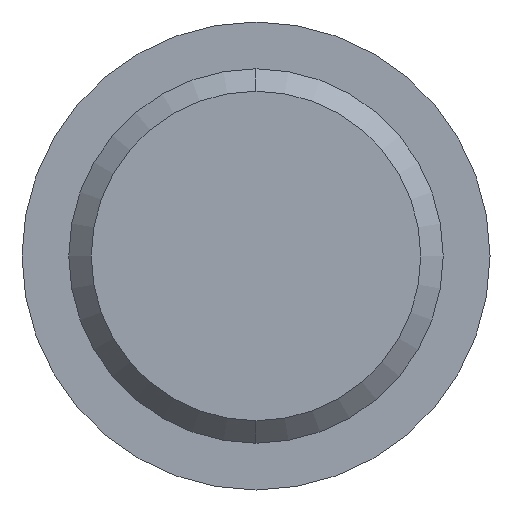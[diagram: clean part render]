
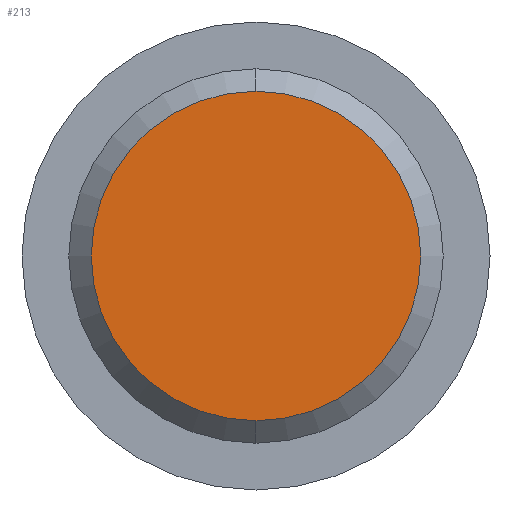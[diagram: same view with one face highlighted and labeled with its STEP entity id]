
A CAD part, left-side view. The second image highlights one B-rep face of the part: STEP entity #213.
In plain terms, the highlighted planar face has unit normal (-1, 0, 0).
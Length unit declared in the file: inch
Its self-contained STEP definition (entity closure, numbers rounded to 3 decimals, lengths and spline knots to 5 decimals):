
#24 = PLANE ( 'NONE',  #206 ) ;
#29 = CIRCLE ( 'NONE', #75, 0.22 ) ;
#52 = CARTESIAN_POINT ( 'NONE',  ( -2., 0., 0. ) ) ;
#56 = DIRECTION ( 'NONE',  ( -1., 0., 0. ) ) ;
#62 = DIRECTION ( 'NONE',  ( 0., 0., 1. ) ) ;
#75 = AXIS2_PLACEMENT_3D ( 'NONE', #52, #348, #259 ) ;
#76 = CARTESIAN_POINT ( 'NONE',  ( -2., 0., 0. ) ) ;
#104 = CARTESIAN_POINT ( 'NONE',  ( -2., 0., -0.22 ) ) ;
#131 = VERTEX_POINT ( 'NONE', #229 ) ;
#139 = FACE_OUTER_BOUND ( 'NONE', #298, .T. ) ;
#142 = CARTESIAN_POINT ( 'NONE',  ( -2., 0., 0. ) ) ;
#153 = EDGE_CURVE ( 'NONE', #172, #131, #29, .T. ) ;
#172 = VERTEX_POINT ( 'NONE', #104 ) ;
#180 = EDGE_CURVE ( 'NONE', #131, #172, #349, .T. ) ;
#195 = DIRECTION ( 'NONE',  ( 1., 0., 0. ) ) ;
#206 = AXIS2_PLACEMENT_3D ( 'NONE', #142, #56, #62 ) ;
#210 = ORIENTED_EDGE ( 'NONE', *, *, #180, .F. ) ;
#213 = ADVANCED_FACE ( 'NONE', ( #139 ), #24, .T. ) ;
#229 = CARTESIAN_POINT ( 'NONE',  ( -2., 0., 0.22 ) ) ;
#230 = DIRECTION ( 'NONE',  ( 0., 0., -1. ) ) ;
#259 = DIRECTION ( 'NONE',  ( 0., 0., -1. ) ) ;
#298 = EDGE_LOOP ( 'NONE', ( #334, #210 ) ) ;
#310 = AXIS2_PLACEMENT_3D ( 'NONE', #76, #195, #230 ) ;
#334 = ORIENTED_EDGE ( 'NONE', *, *, #153, .F. ) ;
#348 = DIRECTION ( 'NONE',  ( 1., 0., 0. ) ) ;
#349 = CIRCLE ( 'NONE', #310, 0.22 ) ;
